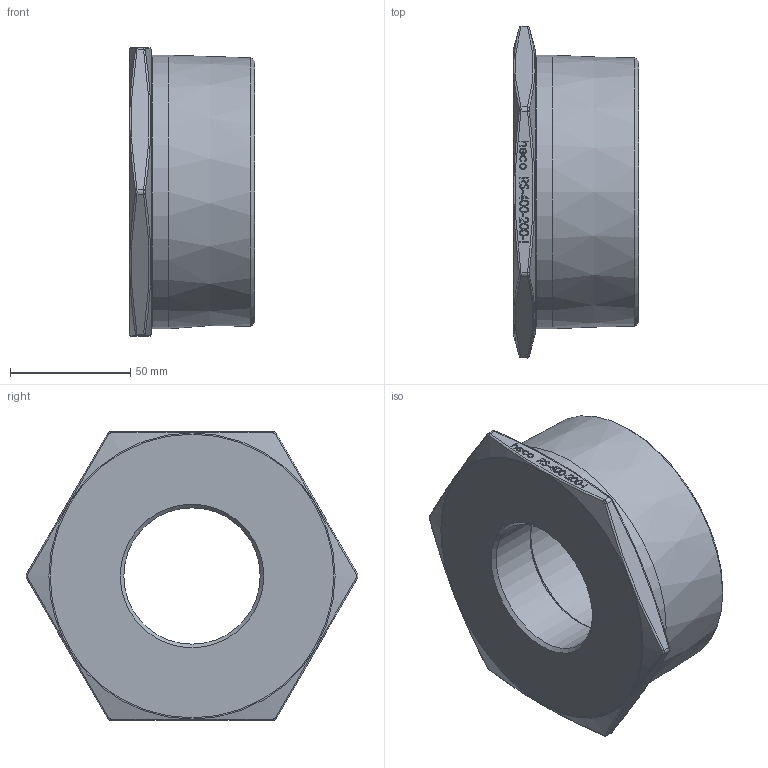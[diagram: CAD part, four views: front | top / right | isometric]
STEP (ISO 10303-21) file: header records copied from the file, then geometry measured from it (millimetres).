
FILE_DESCRIPTION (( 'STEP AP214' ), '1' );
FILE_NAME ('RS-400-200-I 2401.STEP', '2024-01-17T11:51:31', ( '' ), ( '' ), 'SwSTEP 2.0', 'SolidWorks 2019', '' );
FILE_SCHEMA (( 'AUTOMOTIVE_DESIGN' ));
Length unit declared in the file: millimetre
Products named in the file (1): RS-400-200-I 2401
Bounding box: 52 x 137.94 x 120 mm (x, y, z)
Volume: 398411.4 mm3; surface area: 46353.7 mm2
Topology: 1 solids, 1 shells, 235 faces, 594 edges, 386 vertices
Faces by surface type: bspline 121, plane 94, cylinder 9, cone 6, torus 5
Full cylindrical faces by diameter (mm): 56.656 x1, 60.014 x1, 113.68 x1
Entity records: 15601 total; most frequent: CARTESIAN_POINT 8915, ORIENTED_EDGE 1148, DIRECTION 602, EDGE_CURVE 574, VERTEX_POINT 380, LINE 292, VECTOR 292, EDGE_LOOP 276
